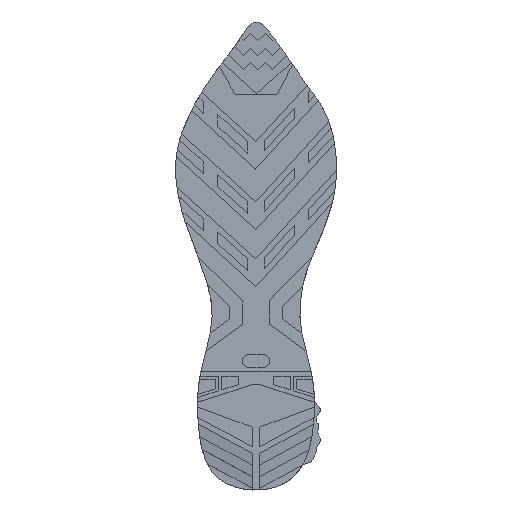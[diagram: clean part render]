
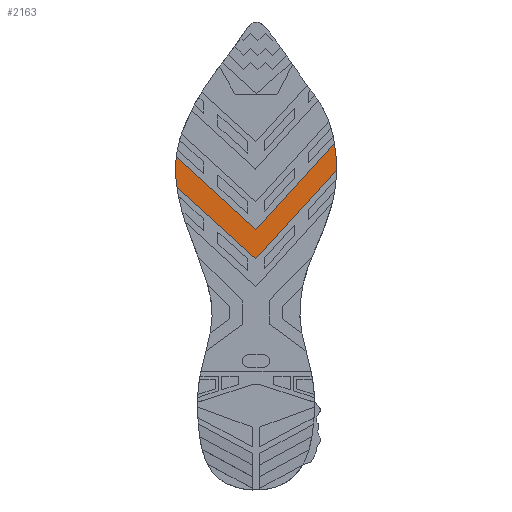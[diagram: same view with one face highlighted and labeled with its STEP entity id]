
A CAD part, top view. The second image highlights one B-rep face of the part: STEP entity #2163.
In plain terms, the highlighted face is planar.
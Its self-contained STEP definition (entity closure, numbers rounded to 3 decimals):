
#112 = B_SPLINE_CURVE_WITH_KNOTS ( 'NONE', 3,
 ( #3213, #3678, #3649, #689, #2202 ),
 .UNSPECIFIED., .F., .F.,
 ( 4, 1, 4 ),
 ( 0.838, 0.843, 0.855 ),
 .UNSPECIFIED. ) ;
#572 = CARTESIAN_POINT ( 'NONE',  ( 18.986, 3., -17.263 ) ) ;
#610 = EDGE_CURVE ( 'NONE', #3080, #5272, #5204, .T. ) ;
#689 = CARTESIAN_POINT ( 'NONE',  ( -54.34, 3., -112.681 ) ) ;
#796 = EDGE_CURVE ( 'NONE', #4604, #833, #6128, .T. ) ;
#833 = VERTEX_POINT ( 'NONE', #4588 ) ;
#859 = EDGE_CURVE ( 'NONE', #4604, #4667, #1530, .T. ) ;
#905 = CARTESIAN_POINT ( 'NONE',  ( 54.401, 3., -89.592 ) ) ;
#972 = CARTESIAN_POINT ( 'NONE',  ( -28.986, 3., -31.879 ) ) ;
#973 = CARTESIAN_POINT ( 'NONE',  ( 0., 3., -58.234 ) ) ;
#1035 = CARTESIAN_POINT ( 'NONE',  ( 54.551, 3., -107.835 ) ) ;
#1337 = EDGE_CURVE ( 'NONE', #4828, #4667, #4275, .T. ) ;
#1436 = DIRECTION ( 'NONE',  ( 0., -1., 0. ) ) ;
#1526 = PLANE ( 'NONE',  #4779 ) ;
#1530 = LINE ( 'NONE', #972, #6163 ) ;
#1533 = ORIENTED_EDGE ( 'NONE', *, *, #859, .F. ) ;
#2012 = DIRECTION ( 'NONE',  ( -0.74, 0., 0.673 ) ) ;
#2163 = ADVANCED_FACE ( 'NONE', ( #5937 ), #1526, .T. ) ;
#2202 = CARTESIAN_POINT ( 'NONE',  ( -53.596, 3., -117.179 ) ) ;
#2345 = LINE ( 'NONE', #5522, #3422 ) ;
#2915 = DIRECTION ( 'NONE',  ( 0.74, 0., -0.673 ) ) ;
#2991 = CARTESIAN_POINT ( 'NONE',  ( 55.059, 3., -95.959 ) ) ;
#3080 = VERTEX_POINT ( 'NONE', #6536 ) ;
#3135 = ORIENTED_EDGE ( 'NONE', *, *, #796, .T. ) ;
#3213 = CARTESIAN_POINT ( 'NONE',  ( -54.991, 3., -98.622 ) ) ;
#3422 = VECTOR ( 'NONE', #2915, 1000. ) ;
#3603 = EDGE_CURVE ( 'NONE', #3080, #4828, #112, .T. ) ;
#3644 = CARTESIAN_POINT ( 'NONE',  ( 28.986, 3., -26.356 ) ) ;
#3649 = CARTESIAN_POINT ( 'NONE',  ( -54.95, 3., -106.378 ) ) ;
#3678 = CARTESIAN_POINT ( 'NONE',  ( -55.013, 3., -100.256 ) ) ;
#3947 = CARTESIAN_POINT ( 'NONE',  ( 0., 3., -38.144 ) ) ;
#3967 = ORIENTED_EDGE ( 'NONE', *, *, #1337, .T. ) ;
#4052 = VECTOR ( 'NONE', #6355, 1000. ) ;
#4275 = LINE ( 'NONE', #3644, #6076 ) ;
#4359 = CARTESIAN_POINT ( 'NONE',  ( -53.596, 3., -117.179 ) ) ;
#4491 = CARTESIAN_POINT ( 'NONE',  ( 0., 3., 0. ) ) ;
#4588 = CARTESIAN_POINT ( 'NONE',  ( 54.096, 3., -87.331 ) ) ;
#4604 = VERTEX_POINT ( 'NONE', #1035 ) ;
#4619 = CARTESIAN_POINT ( 'NONE',  ( 54.551, 3., -107.835 ) ) ;
#4667 = VERTEX_POINT ( 'NONE', #973 ) ;
#4675 = ORIENTED_EDGE ( 'NONE', *, *, #5865, .F. ) ;
#4779 = AXIS2_PLACEMENT_3D ( 'NONE', #4491, #1436, #4995 ) ;
#4828 = VERTEX_POINT ( 'NONE', #4359 ) ;
#4995 = DIRECTION ( 'NONE',  ( 0., 0., -1. ) ) ;
#5126 = CARTESIAN_POINT ( 'NONE',  ( 55.105, 3., -102.894 ) ) ;
#5204 = LINE ( 'NONE', #572, #4052 ) ;
#5272 = VERTEX_POINT ( 'NONE', #3947 ) ;
#5377 = ORIENTED_EDGE ( 'NONE', *, *, #3603, .T. ) ;
#5496 = CARTESIAN_POINT ( 'NONE',  ( 54.589, 3., -107.512 ) ) ;
#5522 = CARTESIAN_POINT ( 'NONE',  ( -18.986, 3., -20.88 ) ) ;
#5548 = ORIENTED_EDGE ( 'NONE', *, *, #610, .F. ) ;
#5632 = CARTESIAN_POINT ( 'NONE',  ( 54.096, 3., -87.331 ) ) ;
#5865 = EDGE_CURVE ( 'NONE', #5272, #833, #2345, .T. ) ;
#5937 = FACE_OUTER_BOUND ( 'NONE', #6432, .T. ) ;
#6076 = VECTOR ( 'NONE', #6367, 1000. ) ;
#6128 = B_SPLINE_CURVE_WITH_KNOTS ( 'NONE', 3,
 ( #4619, #5496, #5126, #2991, #905, #5632 ),
 .UNSPECIFIED., .F., .F.,
 ( 4, 1, 1, 4 ),
 ( 0.151, 0.152, 0.167, 0.175 ),
 .UNSPECIFIED. ) ;
#6163 = VECTOR ( 'NONE', #2012, 1000. ) ;
#6355 = DIRECTION ( 'NONE',  ( 0.673, 0., 0.74 ) ) ;
#6367 = DIRECTION ( 'NONE',  ( 0.673, 0., 0.74 ) ) ;
#6432 = EDGE_LOOP ( 'NONE', ( #4675, #5548, #5377, #3967, #1533, #3135 ) ) ;
#6536 = CARTESIAN_POINT ( 'NONE',  ( -54.991, 3., -98.622 ) ) ;
